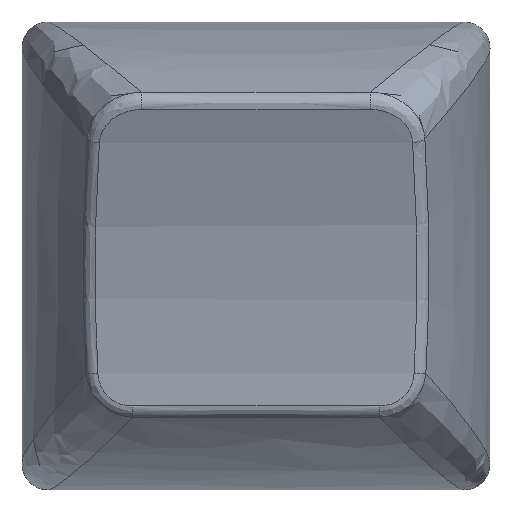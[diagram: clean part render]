
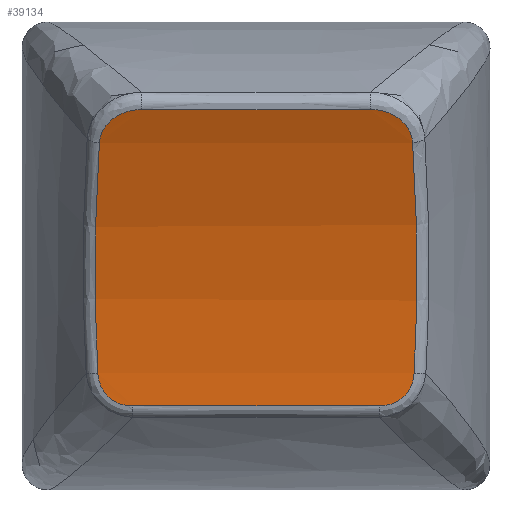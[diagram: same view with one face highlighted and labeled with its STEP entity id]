
A CAD part, top view. The second image highlights one B-rep face of the part: STEP entity #39134.
In plain terms, the highlighted cylindrical face has radius 30 mm (diameter 60 mm), a partial arc.
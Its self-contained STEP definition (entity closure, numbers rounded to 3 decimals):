
#38263=CARTESIAN_POINT('',(-6.077,-4.532,24.167));
#38264=VERTEX_POINT('',#38263);
#38272=CARTESIAN_POINT('',(-6.019,4.331,26.159));
#38273=VERTEX_POINT('',#38272);
#38274=CARTESIAN_POINT('',(-6.077,-4.532,24.167));
#38275=CARTESIAN_POINT('',(-6.125,-3.8,24.218));
#38276=CARTESIAN_POINT('',(-6.155,-3.078,24.295));
#38277=CARTESIAN_POINT('',(-6.172,-2.372,24.396));
#38278=CARTESIAN_POINT('',(-6.18,-2.019,24.446));
#38279=CARTESIAN_POINT('',(-6.185,-1.671,24.502));
#38280=CARTESIAN_POINT('',(-6.188,-1.33,24.563));
#38281=CARTESIAN_POINT('',(-6.191,-0.989,24.624));
#38282=CARTESIAN_POINT('',(-6.191,-0.656,24.689));
#38283=CARTESIAN_POINT('',(-6.188,-0.316,24.762));
#38284=CARTESIAN_POINT('',(-6.186,0.024,24.835));
#38285=CARTESIAN_POINT('',(-6.181,0.37,24.915));
#38286=CARTESIAN_POINT('',(-6.174,0.729,25.005));
#38287=CARTESIAN_POINT('',(-6.166,1.088,25.096));
#38288=CARTESIAN_POINT('',(-6.156,1.46,25.197));
#38289=CARTESIAN_POINT('',(-6.143,1.845,25.31));
#38290=CARTESIAN_POINT('',(-6.129,2.23,25.423));
#38291=CARTESIAN_POINT('',(-6.113,2.628,25.548));
#38292=CARTESIAN_POINT('',(-6.092,3.042,25.688));
#38293=CARTESIAN_POINT('',(-6.072,3.456,25.829));
#38294=CARTESIAN_POINT('',(-6.047,3.887,25.985));
#38295=CARTESIAN_POINT('',(-6.019,4.331,26.159));
#38296=B_SPLINE_CURVE_WITH_KNOTS('',3,(#38274,#38275,#38276,#38277,#38278,#38279,#38280,#38281,#38282,#38283,#38284,#38285,#38286,#38287,#38288,#38289,#38290,#38291,#38292,#38293,#38294,#38295),.UNSPECIFIED.,.F.,.F.,(4,3,3,3,3,3,3,4),(0.,0.25,0.375,0.5,0.625,0.75,0.875,1.),.UNSPECIFIED.);
#38297=EDGE_CURVE('',#38264,#38273,#38296,.T.);
#38352=CARTESIAN_POINT('',(-4.395,5.604,26.692));
#38353=VERTEX_POINT('',#38352);
#38354=CARTESIAN_POINT('',(-6.019,4.331,26.159));
#38355=CARTESIAN_POINT('',(-6.007,4.513,26.23));
#38356=CARTESIAN_POINT('',(-5.955,4.679,26.298));
#38357=CARTESIAN_POINT('',(-5.866,4.835,26.362));
#38358=CARTESIAN_POINT('',(-5.821,4.914,26.394));
#38359=CARTESIAN_POINT('',(-5.767,4.988,26.425));
#38360=CARTESIAN_POINT('',(-5.707,5.056,26.454));
#38361=CARTESIAN_POINT('',(-5.647,5.125,26.483));
#38362=CARTESIAN_POINT('',(-5.581,5.187,26.509));
#38363=CARTESIAN_POINT('',(-5.509,5.242,26.533));
#38364=CARTESIAN_POINT('',(-5.437,5.297,26.557));
#38365=CARTESIAN_POINT('',(-5.361,5.347,26.578));
#38366=CARTESIAN_POINT('',(-5.28,5.39,26.597));
#38367=CARTESIAN_POINT('',(-5.199,5.433,26.616));
#38368=CARTESIAN_POINT('',(-5.114,5.47,26.632));
#38369=CARTESIAN_POINT('',(-5.022,5.501,26.646));
#38370=CARTESIAN_POINT('',(-4.839,5.564,26.673));
#38371=CARTESIAN_POINT('',(-4.63,5.604,26.692));
#38372=CARTESIAN_POINT('',(-4.395,5.604,26.692));
#38373=B_SPLINE_CURVE_WITH_KNOTS('',3,(#38354,#38355,#38356,#38357,#38358,#38359,#38360,#38361,#38362,#38363,#38364,#38365,#38366,#38367,#38368,#38369,#38370,#38371,#38372),.UNSPECIFIED.,.F.,.F.,(4,3,3,3,3,3,4),(0.,0.25,0.375,0.5,0.625,0.75,1.),.UNSPECIFIED.);
#38374=EDGE_CURVE('',#38273,#38353,#38373,.T.);
#39002=CARTESIAN_POINT('',(-4.739,-5.789,24.107));
#39003=VERTEX_POINT('',#39002);
#39011=CARTESIAN_POINT('',(-4.739,-5.789,24.107));
#39012=CARTESIAN_POINT('',(-4.939,-5.789,24.107));
#39013=CARTESIAN_POINT('',(-5.109,-5.754,24.108));
#39014=CARTESIAN_POINT('',(-5.254,-5.699,24.109));
#39015=CARTESIAN_POINT('',(-5.4,-5.644,24.111));
#39016=CARTESIAN_POINT('',(-5.522,-5.571,24.113));
#39017=CARTESIAN_POINT('',(-5.63,-5.478,24.117));
#39018=CARTESIAN_POINT('',(-5.685,-5.431,24.119));
#39019=CARTESIAN_POINT('',(-5.735,-5.38,24.121));
#39020=CARTESIAN_POINT('',(-5.783,-5.321,24.123));
#39021=CARTESIAN_POINT('',(-5.83,-5.263,24.126));
#39022=CARTESIAN_POINT('',(-5.875,-5.197,24.129));
#39023=CARTESIAN_POINT('',(-5.916,-5.12,24.132));
#39024=CARTESIAN_POINT('',(-5.998,-4.966,24.14));
#39025=CARTESIAN_POINT('',(-6.062,-4.767,24.151));
#39026=CARTESIAN_POINT('',(-6.077,-4.532,24.167));
#39027=B_SPLINE_CURVE_WITH_KNOTS('',3,(#39011,#39012,#39013,#39014,#39015,#39016,#39017,#39018,#39019,#39020,#39021,#39022,#39023,#39024,#39025,#39026),.UNSPECIFIED.,.F.,.F.,(4,3,3,3,3,4),(0.,0.25,0.5,0.625,0.75,1.),.UNSPECIFIED.);
#39028=EDGE_CURVE('',#39003,#38264,#39027,.T.);
#39035=CARTESIAN_POINT('',(-8.995,-6.603,54.096));
#39036=DIRECTION('',(1.,0.,0.));
#39037=DIRECTION('',(-0.,1.,0.));
#39038=AXIS2_PLACEMENT_3D('',#39035,#39036,#39037);
#39039=CYLINDRICAL_SURFACE('',#39038,30.);
#39040=CARTESIAN_POINT('',(4.748,-5.789,24.107));
#39041=VERTEX_POINT('',#39040);
#39042=CARTESIAN_POINT('',(4.748,-5.789,24.107));
#39043=DIRECTION('',(-1.,-0.,0.));
#39044=VECTOR('',#39043,9.487);
#39045=LINE('',#39042,#39044);
#39046=EDGE_CURVE('',#39041,#39003,#39045,.T.);
#39047=ORIENTED_EDGE('',*,*,#39046,.F.);
#39048=CARTESIAN_POINT('',(6.087,-4.532,24.167));
#39049=VERTEX_POINT('',#39048);
#39050=CARTESIAN_POINT('',(6.087,-4.532,24.167));
#39051=CARTESIAN_POINT('',(6.075,-4.72,24.154));
#39052=CARTESIAN_POINT('',(6.033,-4.88,24.145));
#39053=CARTESIAN_POINT('',(5.974,-5.019,24.137));
#39054=CARTESIAN_POINT('',(5.914,-5.158,24.13));
#39055=CARTESIAN_POINT('',(5.837,-5.277,24.125));
#39056=CARTESIAN_POINT('',(5.739,-5.383,24.12));
#39057=CARTESIAN_POINT('',(5.69,-5.435,24.118));
#39058=CARTESIAN_POINT('',(5.636,-5.484,24.116));
#39059=CARTESIAN_POINT('',(5.574,-5.53,24.115));
#39060=CARTESIAN_POINT('',(5.512,-5.577,24.113));
#39061=CARTESIAN_POINT('',(5.441,-5.62,24.112));
#39062=CARTESIAN_POINT('',(5.36,-5.658,24.111));
#39063=CARTESIAN_POINT('',(5.197,-5.735,24.108));
#39064=CARTESIAN_POINT('',(4.991,-5.789,24.107));
#39065=CARTESIAN_POINT('',(4.748,-5.789,24.107));
#39066=B_SPLINE_CURVE_WITH_KNOTS('',3,(#39050,#39051,#39052,#39053,#39054,#39055,#39056,#39057,#39058,#39059,#39060,#39061,#39062,#39063,#39064,#39065),.UNSPECIFIED.,.F.,.F.,(4,3,3,3,3,4),(0.,0.25,0.5,0.625,0.75,1.),.UNSPECIFIED.);
#39067=EDGE_CURVE('',#39049,#39041,#39066,.T.);
#39068=ORIENTED_EDGE('',*,*,#39067,.F.);
#39069=CARTESIAN_POINT('',(6.028,4.331,26.159));
#39070=VERTEX_POINT('',#39069);
#39071=CARTESIAN_POINT('',(6.028,4.331,26.159));
#39072=CARTESIAN_POINT('',(6.056,3.902,25.991));
#39073=CARTESIAN_POINT('',(6.079,3.484,25.839));
#39074=CARTESIAN_POINT('',(6.1,3.08,25.701));
#39075=CARTESIAN_POINT('',(6.12,2.676,25.564));
#39076=CARTESIAN_POINT('',(6.136,2.286,25.44));
#39077=CARTESIAN_POINT('',(6.15,1.908,25.328));
#39078=CARTESIAN_POINT('',(6.163,1.53,25.217));
#39079=CARTESIAN_POINT('',(6.174,1.165,25.117));
#39080=CARTESIAN_POINT('',(6.182,0.807,25.025));
#39081=CARTESIAN_POINT('',(6.189,0.449,24.934));
#39082=CARTESIAN_POINT('',(6.195,0.098,24.851));
#39083=CARTESIAN_POINT('',(6.197,-0.262,24.773));
#39084=CARTESIAN_POINT('',(6.2,-0.622,24.696));
#39085=CARTESIAN_POINT('',(6.2,-0.99,24.623));
#39086=CARTESIAN_POINT('',(6.197,-1.365,24.556));
#39087=CARTESIAN_POINT('',(6.194,-1.74,24.49));
#39088=CARTESIAN_POINT('',(6.188,-2.122,24.43));
#39089=CARTESIAN_POINT('',(6.178,-2.497,24.378));
#39090=CARTESIAN_POINT('',(6.168,-2.873,24.326));
#39091=CARTESIAN_POINT('',(6.155,-3.241,24.283));
#39092=CARTESIAN_POINT('',(6.139,-3.583,24.248));
#39093=CARTESIAN_POINT('',(6.124,-3.925,24.214));
#39094=CARTESIAN_POINT('',(6.106,-4.239,24.188));
#39095=CARTESIAN_POINT('',(6.087,-4.532,24.167));
#39096=B_SPLINE_CURVE_WITH_KNOTS('',3,(#39071,#39072,#39073,#39074,#39075,#39076,#39077,#39078,#39079,#39080,#39081,#39082,#39083,#39084,#39085,#39086,#39087,#39088,#39089,#39090,#39091,#39092,#39093,#39094,#39095),.UNSPECIFIED.,.F.,.F.,(4,3,3,3,3,3,3,3,4),(0.,0.125,0.25,0.375,0.5,0.625,0.75,0.875,1.),.UNSPECIFIED.);
#39097=EDGE_CURVE('',#39070,#39049,#39096,.T.);
#39098=ORIENTED_EDGE('',*,*,#39097,.F.);
#39099=CARTESIAN_POINT('',(4.405,5.604,26.692));
#39100=VERTEX_POINT('',#39099);
#39101=CARTESIAN_POINT('',(4.405,5.604,26.692));
#39102=CARTESIAN_POINT('',(4.68,5.604,26.692));
#39103=CARTESIAN_POINT('',(4.919,5.549,26.667));
#39104=CARTESIAN_POINT('',(5.12,5.468,26.632));
#39105=CARTESIAN_POINT('',(5.32,5.388,26.596));
#39106=CARTESIAN_POINT('',(5.479,5.283,26.551));
#39107=CARTESIAN_POINT('',(5.604,5.17,26.502));
#39108=CARTESIAN_POINT('',(5.667,5.114,26.478));
#39109=CARTESIAN_POINT('',(5.721,5.055,26.454));
#39110=CARTESIAN_POINT('',(5.769,4.995,26.428));
#39111=CARTESIAN_POINT('',(5.816,4.934,26.403));
#39112=CARTESIAN_POINT('',(5.857,4.872,26.377));
#39113=CARTESIAN_POINT('',(5.892,4.805,26.349));
#39114=CARTESIAN_POINT('',(5.928,4.738,26.322));
#39115=CARTESIAN_POINT('',(5.959,4.665,26.292));
#39116=CARTESIAN_POINT('',(5.982,4.587,26.261));
#39117=CARTESIAN_POINT('',(6.006,4.508,26.229));
#39118=CARTESIAN_POINT('',(6.022,4.423,26.195));
#39119=CARTESIAN_POINT('',(6.028,4.331,26.159));
#39120=B_SPLINE_CURVE_WITH_KNOTS('',3,(#39101,#39102,#39103,#39104,#39105,#39106,#39107,#39108,#39109,#39110,#39111,#39112,#39113,#39114,#39115,#39116,#39117,#39118,#39119),.UNSPECIFIED.,.F.,.F.,(4,3,3,3,3,3,4),(0.,0.25,0.5,0.625,0.75,0.875,1.),.UNSPECIFIED.);
#39121=EDGE_CURVE('',#39100,#39070,#39120,.T.);
#39122=ORIENTED_EDGE('',*,*,#39121,.F.);
#39123=CARTESIAN_POINT('',(-4.395,5.604,26.692));
#39124=DIRECTION('',(1.,0.,-0.));
#39125=VECTOR('',#39124,8.8);
#39126=LINE('',#39123,#39125);
#39127=EDGE_CURVE('',#38353,#39100,#39126,.T.);
#39128=ORIENTED_EDGE('',*,*,#39127,.F.);
#39129=ORIENTED_EDGE('',*,*,#38374,.F.);
#39130=ORIENTED_EDGE('',*,*,#38297,.F.);
#39131=ORIENTED_EDGE('',*,*,#39028,.F.);
#39132=EDGE_LOOP('',(#39047,#39068,#39098,#39122,#39128,#39129,#39130,#39131));
#39133=FACE_BOUND('',#39132,.T.);
#39134=ADVANCED_FACE('',(#39133),#39039,.F.);
